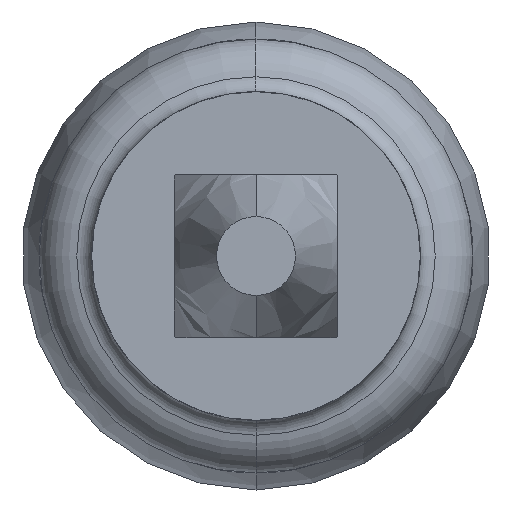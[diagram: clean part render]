
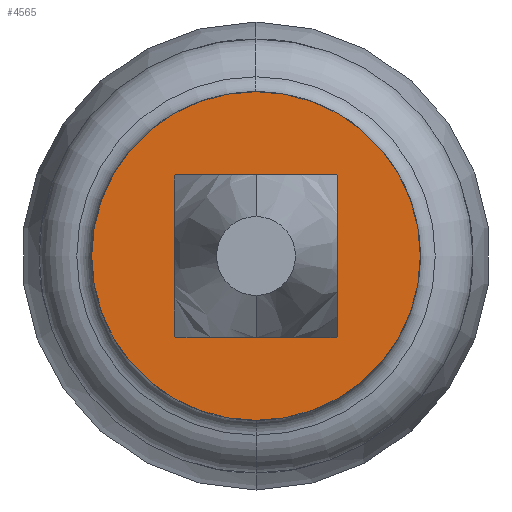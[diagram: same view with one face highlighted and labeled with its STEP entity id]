
A CAD part, front view. The second image highlights one B-rep face of the part: STEP entity #4565.
In plain terms, the highlighted planar face has unit normal (0, -1, 0).
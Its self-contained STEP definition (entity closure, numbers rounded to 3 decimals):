
#45 = AXIS2_PLACEMENT_3D ( 'NONE', #3462, #986, #3069 ) ;
#99 = EDGE_CURVE ( 'Defeature ausgef�hrt2_46+Defeature ausgef�hrt2_0+Defeature ausgef�hrt2_50+Defeature ausgef�hrt2_49', #4833, #2933, #4458, .T. ) ;
#105 = CARTESIAN_POINT ( 'NONE',  ( 0.305, -24.2, -0.31 ) ) ;
#236 = LINE ( 'NONE', #1170, #3329 ) ;
#294 = CARTESIAN_POINT ( 'NONE',  ( 0.31, -24.2, -0.305 ) ) ;
#356 = LINE ( 'NONE', #1557, #4450 ) ;
#667 = VERTEX_POINT ( 'NONE', #2737 ) ;
#676 = CARTESIAN_POINT ( 'NONE',  ( -0.305, -24.2, -0.31 ) ) ;
#801 = DIRECTION ( 'NONE',  ( 0., 0., 1. ) ) ;
#986 = DIRECTION ( 'NONE',  ( 0., -1., 0. ) ) ;
#1024 = DIRECTION ( 'NONE',  ( 0., -1., 0. ) ) ;
#1072 = ORIENTED_EDGE ( 'NONE', *, *, #4913, .T. ) ;
#1085 = DIRECTION ( 'NONE',  ( 0., -1., 0. ) ) ;
#1097 = FACE_BOUND ( 'NONE', #4297, .T. ) ;
#1117 = CIRCLE ( 'NONE', #1650, 0.625 ) ;
#1128 = VERTEX_POINT ( 'NONE', #2268 ) ;
#1170 = CARTESIAN_POINT ( 'NONE',  ( 0.625, -24.2, -0.31 ) ) ;
#1235 = DIRECTION ( 'NONE',  ( 0., 1., 0. ) ) ;
#1384 = CARTESIAN_POINT ( 'NONE',  ( 0., -24.2, 0. ) ) ;
#1417 = DIRECTION ( 'NONE',  ( 0., 0., 1. ) ) ;
#1557 = CARTESIAN_POINT ( 'NONE',  ( 0.625, -24.2, 0.31 ) ) ;
#1650 = AXIS2_PLACEMENT_3D ( 'NONE', #1720, #4890, #2137 ) ;
#1697 = CARTESIAN_POINT ( 'NONE',  ( 0., -24.2, 0.625 ) ) ;
#1720 = CARTESIAN_POINT ( 'NONE',  ( 0., -24.2, 0. ) ) ;
#1784 = CARTESIAN_POINT ( 'NONE',  ( 0.625, -24.2, 0. ) ) ;
#1817 = DIRECTION ( 'NONE',  ( 0., 0., 1. ) ) ;
#1819 = EDGE_CURVE ( 'Defeature ausgef�hrt2_0+Defeature ausgef�hrt2_49+Defeature ausgef�hrt2_47+Defeature ausgef�hrt2_46', #4523, #2933, #2166, .T. ) ;
#1836 = CARTESIAN_POINT ( 'NONE',  ( 0., -24.2, 0. ) ) ;
#1940 = DIRECTION ( 'NONE',  ( -1., 0., 0. ) ) ;
#2010 = CARTESIAN_POINT ( 'NONE',  ( -0.31, -24.2, 0. ) ) ;
#2041 = VECTOR ( 'NONE', #3083, 1000. ) ;
#2137 = DIRECTION ( 'NONE',  ( 0., 0., 1. ) ) ;
#2152 = CARTESIAN_POINT ( 'NONE',  ( -0.31, -24.2, 0.305 ) ) ;
#2166 = LINE ( 'NONE', #3489, #2041 ) ;
#2167 = EDGE_CURVE ( 'Defeature ausgef�hrt2_0+Defeature ausgef�hrt2_48+Defeature ausgef�hrt2_45+Defeature ausgef�hrt2_47', #1128, #667, #356, .T. ) ;
#2170 = DIRECTION ( 'NONE',  ( 0., 0., 1. ) ) ;
#2190 = DIRECTION ( 'NONE',  ( 0., -1., 0. ) ) ;
#2208 = CARTESIAN_POINT ( 'NONE',  ( 0., -24.2, -0.625 ) ) ;
#2240 = ORIENTED_EDGE ( 'NONE', *, *, #3651, .F. ) ;
#2268 = CARTESIAN_POINT ( 'NONE',  ( -0.305, -24.2, 0.31 ) ) ;
#2338 = EDGE_CURVE ( 'Defeature ausgef�hrt2_1+Defeature ausgef�hrt2_0+Defeature ausgef�hrt2_0+Defeature ausgef�hrt2_0', #4478, #2514, #1117, .T. ) ;
#2384 = EDGE_CURVE ( 'Defeature ausgef�hrt2_45+Defeature ausgef�hrt2_0+Defeature ausgef�hrt2_48+Defeature ausgef�hrt2_51', #1128, #2739, #2660, .T. ) ;
#2393 = ORIENTED_EDGE ( 'NONE', *, *, #2395, .F. ) ;
#2395 = EDGE_CURVE ( 'Defeature ausgef�hrt2_44+Defeature ausgef�hrt2_0+Defeature ausgef�hrt2_51+Defeature ausgef�hrt2_50', #3237, #2572, #2415, .T. ) ;
#2415 = CIRCLE ( 'NONE', #3753, 0.435 ) ;
#2430 = CARTESIAN_POINT ( 'NONE',  ( -0.31, -24.2, -0.305 ) ) ;
#2498 = EDGE_LOOP ( 'NONE', ( #2570, #2240 ) ) ;
#2514 = VERTEX_POINT ( 'NONE', #2208 ) ;
#2556 = PLANE ( 'NONE',  #3482 ) ;
#2570 = ORIENTED_EDGE ( 'NONE', *, *, #2338, .F. ) ;
#2572 = VERTEX_POINT ( 'NONE', #676 ) ;
#2660 = CIRCLE ( 'NONE', #2705, 0.435 ) ;
#2668 = DIRECTION ( 'NONE',  ( 0., 0., 1. ) ) ;
#2705 = AXIS2_PLACEMENT_3D ( 'NONE', #1384, #2190, #1417 ) ;
#2707 = CIRCLE ( 'NONE', #2922, 0.435 ) ;
#2737 = CARTESIAN_POINT ( 'NONE',  ( 0.305, -24.2, 0.31 ) ) ;
#2739 = VERTEX_POINT ( 'NONE', #2152 ) ;
#2764 = FACE_OUTER_BOUND ( 'NONE', #2498, .T. ) ;
#2803 = ORIENTED_EDGE ( 'NONE', *, *, #2384, .F. ) ;
#2922 = AXIS2_PLACEMENT_3D ( 'NONE', #3833, #1085, #2668 ) ;
#2933 = VERTEX_POINT ( 'NONE', #294 ) ;
#3069 = DIRECTION ( 'NONE',  ( 0., 0., 1. ) ) ;
#3072 = EDGE_CURVE ( 'Defeature ausgef�hrt2_0+Defeature ausgef�hrt2_50+Defeature ausgef�hrt2_46+Defeature ausgef�hrt2_44', #4833, #2572, #236, .T. ) ;
#3083 = DIRECTION ( 'NONE',  ( 0., 0., -1. ) ) ;
#3130 = VECTOR ( 'NONE', #4392, 1000. ) ;
#3237 = VERTEX_POINT ( 'NONE', #2430 ) ;
#3329 = VECTOR ( 'NONE', #1940, 1000. ) ;
#3462 = CARTESIAN_POINT ( 'NONE',  ( 0., -24.2, 0. ) ) ;
#3467 = EDGE_CURVE ( 'Defeature ausgef�hrt2_47+Defeature ausgef�hrt2_0+Defeature ausgef�hrt2_49+Defeature ausgef�hrt2_48', #4523, #667, #2707, .T. ) ;
#3482 = AXIS2_PLACEMENT_3D ( 'NONE', #1784, #4531, #2170 ) ;
#3489 = CARTESIAN_POINT ( 'NONE',  ( 0.31, -24.2, 0. ) ) ;
#3562 = ORIENTED_EDGE ( 'NONE', *, *, #3072, .T. ) ;
#3651 = EDGE_CURVE ( 'Defeature ausgef�hrt2_1+Defeature ausgef�hrt2_0+Defeature ausgef�hrt2_0+Defeature ausgef�hrt2_0', #2514, #4478, #5095, .T. ) ;
#3726 = ORIENTED_EDGE ( 'NONE', *, *, #3467, .F. ) ;
#3753 = AXIS2_PLACEMENT_3D ( 'NONE', #1836, #1024, #1817 ) ;
#3779 = AXIS2_PLACEMENT_3D ( 'NONE', #4757, #1235, #801 ) ;
#3783 = CARTESIAN_POINT ( 'NONE',  ( 0.31, -24.2, 0.305 ) ) ;
#3833 = CARTESIAN_POINT ( 'NONE',  ( 0., -24.2, 0. ) ) ;
#3975 = ORIENTED_EDGE ( 'NONE', *, *, #1819, .T. ) ;
#4175 = LINE ( 'NONE', #2010, #3130 ) ;
#4297 = EDGE_LOOP ( 'NONE', ( #3726, #3975, #4473, #3562, #2393, #1072, #2803, #4846 ) ) ;
#4319 = DIRECTION ( 'NONE',  ( 1., 0., 0. ) ) ;
#4392 = DIRECTION ( 'NONE',  ( 0., 0., 1. ) ) ;
#4450 = VECTOR ( 'NONE', #4319, 1000. ) ;
#4458 = CIRCLE ( 'NONE', #45, 0.435 ) ;
#4473 = ORIENTED_EDGE ( 'NONE', *, *, #99, .F. ) ;
#4478 = VERTEX_POINT ( 'NONE', #1697 ) ;
#4523 = VERTEX_POINT ( 'NONE', #3783 ) ;
#4531 = DIRECTION ( 'NONE',  ( 0., 1., 0. ) ) ;
#4565 = ADVANCED_FACE ( 'Defeature ausgef�hrt2_0', ( #1097, #2764 ), #2556, .F. ) ;
#4757 = CARTESIAN_POINT ( 'NONE',  ( 0., -24.2, 0. ) ) ;
#4833 = VERTEX_POINT ( 'NONE', #105 ) ;
#4846 = ORIENTED_EDGE ( 'NONE', *, *, #2167, .T. ) ;
#4890 = DIRECTION ( 'NONE',  ( 0., 1., 0. ) ) ;
#4913 = EDGE_CURVE ( 'Defeature ausgef�hrt2_0+Defeature ausgef�hrt2_51+Defeature ausgef�hrt2_44+Defeature ausgef�hrt2_45', #3237, #2739, #4175, .T. ) ;
#5095 = CIRCLE ( 'NONE', #3779, 0.625 ) ;
